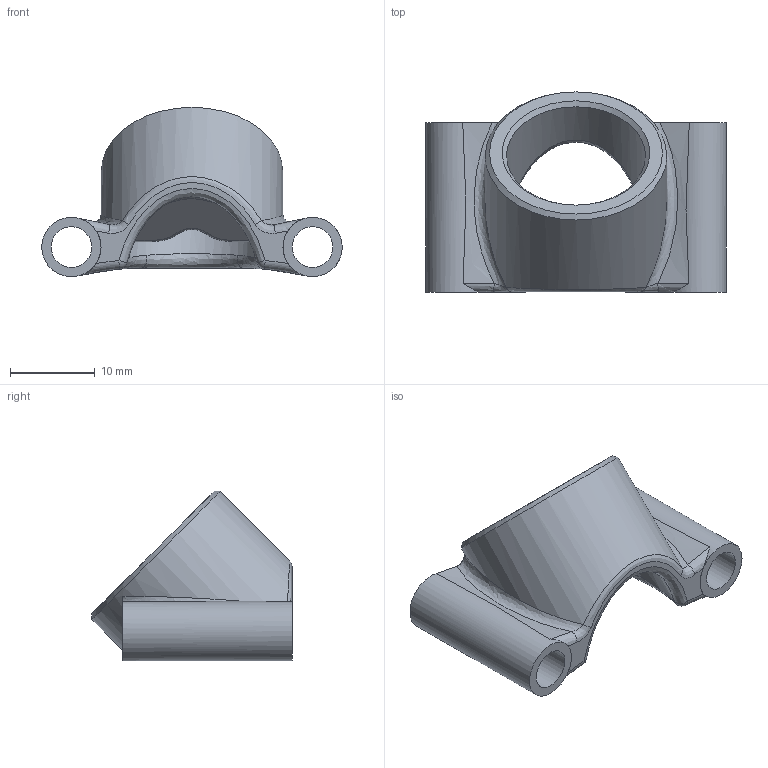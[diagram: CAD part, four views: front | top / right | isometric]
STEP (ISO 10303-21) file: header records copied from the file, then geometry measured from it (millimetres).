
FILE_DESCRIPTION(/* description */ (''),/* implementation_level */ '2;1');
FILE_NAME(/* name */ 'S2_v0.1_axii_mount.step',/* time_stamp */ '2018-10-20T13:18:25+02:00',/* author */ (''),/* organization */ (''),/* preprocessor_version */ 'ST-DEVELOPER v17.2',/* originating_system */ 'Autodesk Translation Framework v7.6.0.251',/* authorisation */ '');
FILE_SCHEMA (('AUTOMOTIVE_DESIGN { 1 0 10303 214 3 1 1 }'));
Length unit declared in the file: millimetre
Products named in the file (1): aXII_mount
Bounding box: 35.5 x 23.65 x 20.01 mm (x, y, z)
Volume: 3315.4 mm3; surface area: 3346.9 mm2
Topology: 1 solids, 1 shells, 62 faces, 153 edges, 90 vertices
Faces by surface type: cylinder 18, bspline 16, torus 14, plane 10, sphere 2, cone 2
Full cylindrical faces by diameter (mm): 4.8 x2, 7 x2, 16.45 x1, 21.45 x1
Entity records: 2580 total; most frequent: CARTESIAN_POINT 1131, ORIENTED_EDGE 302, DIRECTION 292, EDGE_CURVE 151, AXIS2_PLACEMENT_3D 131, VERTEX_POINT 90, CIRCLE 76, EDGE_LOOP 67
